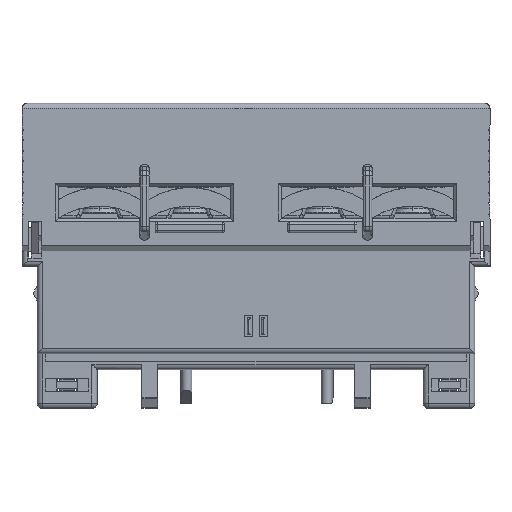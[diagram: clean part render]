
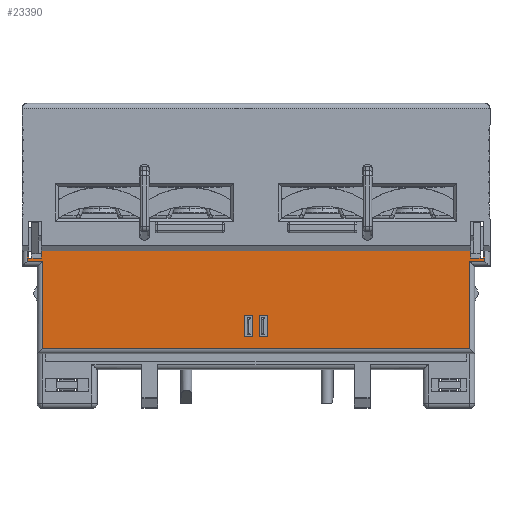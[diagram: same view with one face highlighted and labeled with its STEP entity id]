
A CAD part, top view. The second image highlights one B-rep face of the part: STEP entity #23390.
In plain terms, the highlighted planar face has unit normal (0, 0, 1).
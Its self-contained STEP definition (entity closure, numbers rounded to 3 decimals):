
#2032=DIRECTION('',(0.,1.,0.));
#2033=VECTOR('',#2032,1.);
#2034=CARTESIAN_POINT('',(43.25,14.2,-3.2));
#2035=LINE('',#2034,#2033);
#2036=DIRECTION('',(1.,0.,0.));
#2037=VECTOR('',#2036,1.45);
#2038=CARTESIAN_POINT('',(41.8,14.2,-3.2));
#2039=LINE('',#2038,#2037);
#2040=DIRECTION('',(0.,1.,0.));
#2041=VECTOR('',#2040,8.3);
#2042=CARTESIAN_POINT('',(41.8,5.9,-3.2));
#2043=LINE('',#2042,#2041);
#2044=DIRECTION('',(-1.,0.,0.));
#2045=VECTOR('',#2044,40.6);
#2046=CARTESIAN_POINT('',(41.8,5.9,-3.2));
#2047=LINE('',#2046,#2045);
#2048=DIRECTION('',(0.,-1.,0.));
#2049=VECTOR('',#2048,8.3);
#2050=CARTESIAN_POINT('',(1.2,14.2,-3.2));
#2051=LINE('',#2050,#2049);
#2052=DIRECTION('',(1.,0.,0.));
#2053=VECTOR('',#2052,1.45);
#2054=CARTESIAN_POINT('',(-0.25,14.2,-3.2));
#2055=LINE('',#2054,#2053);
#2056=DIRECTION('',(0.,-1.,0.));
#2057=VECTOR('',#2056,1.);
#2058=CARTESIAN_POINT('',(-0.25,15.2,-3.2));
#2059=LINE('',#2058,#2057);
#2060=DIRECTION('',(1.,0.,0.));
#2061=VECTOR('',#2060,0.15);
#2062=CARTESIAN_POINT('',(-0.25,15.2,-3.2));
#2063=LINE('',#2062,#2061);
#2064=DIRECTION('',(0.,-1.,0.));
#2065=VECTOR('',#2064,0.7);
#2066=CARTESIAN_POINT('',(-0.1,15.2,-3.2));
#2067=LINE('',#2066,#2065);
#2068=DIRECTION('',(1.,0.,0.));
#2069=VECTOR('',#2068,1.2);
#2070=CARTESIAN_POINT('',(-0.1,14.5,-3.2));
#2071=LINE('',#2070,#2069);
#2072=DIRECTION('',(0.,-1.,0.));
#2073=VECTOR('',#2072,0.7);
#2074=CARTESIAN_POINT('',(1.1,15.2,-3.2));
#2075=LINE('',#2074,#2073);
#2076=DIRECTION('',(1.,0.,0.));
#2077=VECTOR('',#2076,40.8);
#2078=CARTESIAN_POINT('',(1.1,15.2,-3.2));
#2079=LINE('',#2078,#2077);
#2080=DIRECTION('',(0.,-1.,0.));
#2081=VECTOR('',#2080,0.7);
#2082=CARTESIAN_POINT('',(41.9,15.2,-3.2));
#2083=LINE('',#2082,#2081);
#2084=DIRECTION('',(1.,0.,0.));
#2085=VECTOR('',#2084,1.2);
#2086=CARTESIAN_POINT('',(41.9,14.5,-3.2));
#2087=LINE('',#2086,#2085);
#2088=DIRECTION('',(0.,-1.,0.));
#2089=VECTOR('',#2088,0.7);
#2090=CARTESIAN_POINT('',(43.1,15.2,-3.2));
#2091=LINE('',#2090,#2089);
#2092=DIRECTION('',(1.,0.,0.));
#2093=VECTOR('',#2092,0.15);
#2094=CARTESIAN_POINT('',(43.1,15.2,-3.2));
#2095=LINE('',#2094,#2093);
#2096=DIRECTION('',(1.,0.,0.));
#2097=VECTOR('',#2096,0.8);
#2098=CARTESIAN_POINT('',(21.8,9.,-3.2));
#2099=LINE('',#2098,#2097);
#2100=DIRECTION('',(0.,1.,0.));
#2101=VECTOR('',#2100,2.);
#2102=CARTESIAN_POINT('',(21.8,7.,-3.2));
#2103=LINE('',#2102,#2101);
#2104=DIRECTION('',(-1.,0.,0.));
#2105=VECTOR('',#2104,0.8);
#2106=CARTESIAN_POINT('',(22.6,7.,-3.2));
#2107=LINE('',#2106,#2105);
#2108=DIRECTION('',(0.,-1.,0.));
#2109=VECTOR('',#2108,2.);
#2110=CARTESIAN_POINT('',(22.6,9.,-3.2));
#2111=LINE('',#2110,#2109);
#2112=DIRECTION('',(-1.,0.,0.));
#2113=VECTOR('',#2112,0.8);
#2114=CARTESIAN_POINT('',(21.2,7.,-3.2));
#2115=LINE('',#2114,#2113);
#2116=DIRECTION('',(0.,-1.,0.));
#2117=VECTOR('',#2116,2.);
#2118=CARTESIAN_POINT('',(21.2,9.,-3.2));
#2119=LINE('',#2118,#2117);
#2120=DIRECTION('',(1.,0.,0.));
#2121=VECTOR('',#2120,0.8);
#2122=CARTESIAN_POINT('',(20.4,9.,-3.2));
#2123=LINE('',#2122,#2121);
#2124=DIRECTION('',(0.,1.,0.));
#2125=VECTOR('',#2124,2.);
#2126=CARTESIAN_POINT('',(20.4,7.,-3.2));
#2127=LINE('',#2126,#2125);
#19933=CARTESIAN_POINT('',(41.9,15.2,-3.2));
#19934=VERTEX_POINT('',#19933);
#19936=CARTESIAN_POINT('',(43.1,15.2,-3.2));
#19938=VERTEX_POINT('',#19936);
#19940=CARTESIAN_POINT('',(-0.1,15.2,-3.2));
#19942=VERTEX_POINT('',#19940);
#19943=CARTESIAN_POINT('',(1.1,15.2,-3.2));
#19944=VERTEX_POINT('',#19943);
#19945=CARTESIAN_POINT('',(41.9,14.5,-3.2));
#19946=VERTEX_POINT('',#19945);
#19947=CARTESIAN_POINT('',(43.1,14.5,-3.2));
#19948=VERTEX_POINT('',#19947);
#19949=CARTESIAN_POINT('',(-0.1,14.5,-3.2));
#19950=VERTEX_POINT('',#19949);
#19951=CARTESIAN_POINT('',(1.1,14.5,-3.2));
#19952=VERTEX_POINT('',#19951);
#20685=CARTESIAN_POINT('',(21.8,9.,-3.2));
#20686=CARTESIAN_POINT('',(22.6,9.,-3.2));
#20687=VERTEX_POINT('',#20685);
#20688=VERTEX_POINT('',#20686);
#20689=CARTESIAN_POINT('',(22.6,7.,-3.2));
#20690=VERTEX_POINT('',#20689);
#20691=CARTESIAN_POINT('',(21.8,7.,-3.2));
#20692=VERTEX_POINT('',#20691);
#20693=CARTESIAN_POINT('',(21.2,7.,-3.2));
#20694=CARTESIAN_POINT('',(20.4,7.,-3.2));
#20695=VERTEX_POINT('',#20693);
#20696=VERTEX_POINT('',#20694);
#20697=CARTESIAN_POINT('',(20.4,9.,-3.2));
#20698=VERTEX_POINT('',#20697);
#20699=CARTESIAN_POINT('',(21.2,9.,-3.2));
#20700=VERTEX_POINT('',#20699);
#20705=CARTESIAN_POINT('',(43.25,14.2,-3.2));
#20706=CARTESIAN_POINT('',(43.25,15.2,-3.2));
#20707=VERTEX_POINT('',#20705);
#20708=VERTEX_POINT('',#20706);
#20711=CARTESIAN_POINT('',(41.8,14.2,-3.2));
#20712=VERTEX_POINT('',#20711);
#20713=CARTESIAN_POINT('',(41.8,5.9,-3.2));
#20714=VERTEX_POINT('',#20713);
#20717=CARTESIAN_POINT('',(1.2,5.9,-3.2));
#20718=VERTEX_POINT('',#20717);
#20721=CARTESIAN_POINT('',(-0.25,15.2,-3.2));
#20722=CARTESIAN_POINT('',(-0.25,14.2,-3.2));
#20723=VERTEX_POINT('',#20721);
#20724=VERTEX_POINT('',#20722);
#20731=CARTESIAN_POINT('',(1.2,14.2,-3.2));
#20732=VERTEX_POINT('',#20731);
#23333=CARTESIAN_POINT('',(-0.85,15.2,-3.2));
#23334=DIRECTION('',(0.,0.,1.));
#23335=DIRECTION('',(0.,-1.,0.));
#23336=AXIS2_PLACEMENT_3D('',#23333,#23334,#23335);
#23337=PLANE('',#23336);
#23339=ORIENTED_EDGE('',*,*,#23338,.F.);
#23341=ORIENTED_EDGE('',*,*,#23340,.F.);
#23343=ORIENTED_EDGE('',*,*,#23342,.F.);
#23345=ORIENTED_EDGE('',*,*,#23344,.T.);
#23347=ORIENTED_EDGE('',*,*,#23346,.F.);
#23349=ORIENTED_EDGE('',*,*,#23348,.F.);
#23350=ORIENTED_EDGE('',*,*,#23323,.F.);
#23352=ORIENTED_EDGE('',*,*,#23351,.T.);
#23354=ORIENTED_EDGE('',*,*,#23353,.T.);
#23355=ORIENTED_EDGE('',*,*,#21898,.T.);
#23357=ORIENTED_EDGE('',*,*,#23356,.F.);
#23359=ORIENTED_EDGE('',*,*,#23358,.T.);
#23361=ORIENTED_EDGE('',*,*,#23360,.T.);
#23363=ORIENTED_EDGE('',*,*,#23362,.T.);
#23365=ORIENTED_EDGE('',*,*,#23364,.F.);
#23367=ORIENTED_EDGE('',*,*,#23366,.T.);
#23368=EDGE_LOOP('',(#23339,#23341,#23343,#23345,#23347,#23349,#23350,#23352,
#23354,#23355,#23357,#23359,#23361,#23363,#23365,#23367));
#23369=FACE_OUTER_BOUND('',#23368,.F.);
#23371=ORIENTED_EDGE('',*,*,#23370,.F.);
#23373=ORIENTED_EDGE('',*,*,#23372,.F.);
#23375=ORIENTED_EDGE('',*,*,#23374,.F.);
#23377=ORIENTED_EDGE('',*,*,#23376,.F.);
#23378=EDGE_LOOP('',(#23371,#23373,#23375,#23377));
#23379=FACE_BOUND('',#23378,.F.);
#23381=ORIENTED_EDGE('',*,*,#23380,.F.);
#23383=ORIENTED_EDGE('',*,*,#23382,.F.);
#23385=ORIENTED_EDGE('',*,*,#23384,.F.);
#23387=ORIENTED_EDGE('',*,*,#23386,.F.);
#23388=EDGE_LOOP('',(#23381,#23383,#23385,#23387));
#23389=FACE_BOUND('',#23388,.F.);
#23390=ADVANCED_FACE('',(#23369,#23379,#23389),#23337,.T.);
#21898=EDGE_CURVE('',#19950,#19952,#2071,.T.);
#23323=EDGE_CURVE('',#20723,#20724,#2059,.T.);
#23338=EDGE_CURVE('',#20707,#20708,#2035,.T.);
#23340=EDGE_CURVE('',#20712,#20707,#2039,.T.);
#23342=EDGE_CURVE('',#20714,#20712,#2043,.T.);
#23344=EDGE_CURVE('',#20714,#20718,#2047,.T.);
#23346=EDGE_CURVE('',#20732,#20718,#2051,.T.);
#23348=EDGE_CURVE('',#20724,#20732,#2055,.T.);
#23351=EDGE_CURVE('',#20723,#19942,#2063,.T.);
#23353=EDGE_CURVE('',#19942,#19950,#2067,.T.);
#23356=EDGE_CURVE('',#19944,#19952,#2075,.T.);
#23358=EDGE_CURVE('',#19944,#19934,#2079,.T.);
#23360=EDGE_CURVE('',#19934,#19946,#2083,.T.);
#23362=EDGE_CURVE('',#19946,#19948,#2087,.T.);
#23364=EDGE_CURVE('',#19938,#19948,#2091,.T.);
#23366=EDGE_CURVE('',#19938,#20708,#2095,.T.);
#23370=EDGE_CURVE('',#20687,#20688,#2099,.T.);
#23372=EDGE_CURVE('',#20692,#20687,#2103,.T.);
#23374=EDGE_CURVE('',#20690,#20692,#2107,.T.);
#23376=EDGE_CURVE('',#20688,#20690,#2111,.T.);
#23380=EDGE_CURVE('',#20695,#20696,#2115,.T.);
#23382=EDGE_CURVE('',#20700,#20695,#2119,.T.);
#23384=EDGE_CURVE('',#20698,#20700,#2123,.T.);
#23386=EDGE_CURVE('',#20696,#20698,#2127,.T.);
